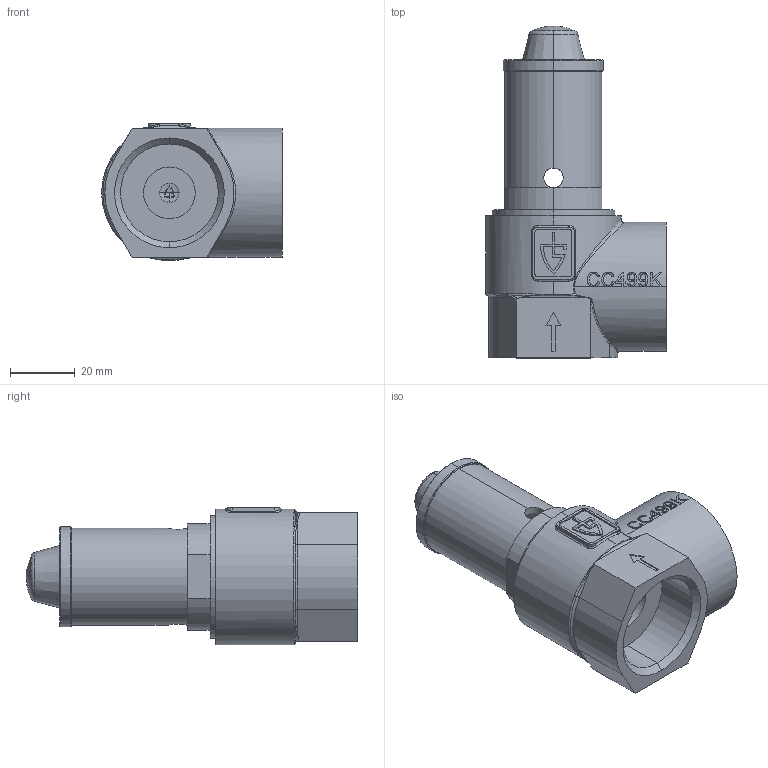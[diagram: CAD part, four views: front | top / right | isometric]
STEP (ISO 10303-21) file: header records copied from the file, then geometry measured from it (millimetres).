
FILE_DESCRIPTION (( 'STEP AP214' ), '1' );
FILE_NAME ('651 1 Dummy.STEP', '2010-08-02T07:20:48', ( '' ), ( '' ), 'SwSTEP 2.0', 'SolidWorks 2010', '' );
FILE_SCHEMA (( 'AUTOMOTIVE_DESIGN' ));
Length unit declared in the file: millimetre
Products named in the file (1): 651 1 Dummy
Bounding box: 56 x 102.8 x 42.5 mm (x, y, z)
Volume: 51117.3 mm3; surface area: 30806.1 mm2
Topology: 4 solids, 4 shells, 426 faces, 1119 edges, 709 vertices
Faces by surface type: plane 144, cylinder 114, bspline 107, cone 34, torus 19, sphere 8
Entity records: 24016 total; most frequent: CARTESIAN_POINT 9678, ORIENTED_EDGE 2230, DIRECTION 1670, EDGE_CURVE 1115, VERTEX_POINT 709, AXIS2_PLACEMENT_3D 604, LINE 462, VECTOR 462
